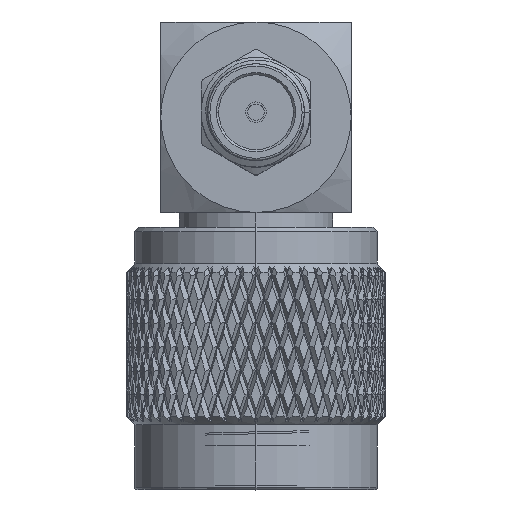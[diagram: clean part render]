
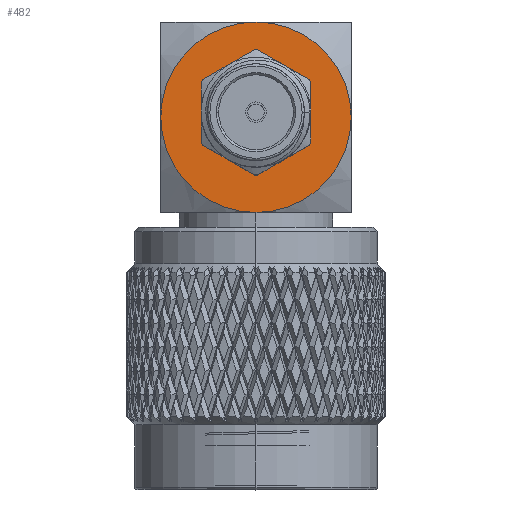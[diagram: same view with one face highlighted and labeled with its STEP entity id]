
A CAD part, top view. The second image highlights one B-rep face of the part: STEP entity #482.
In plain terms, the highlighted planar face has unit normal (0, 0, 1).
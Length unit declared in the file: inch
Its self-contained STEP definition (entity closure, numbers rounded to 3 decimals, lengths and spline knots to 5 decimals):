
#482 = ADVANCED_FACE ( 'NONE', ( #9084, #84749 ), #46682, .T. ) ;
#567 = CIRCLE ( 'NONE', #57875, 0.2165 ) ;
#2592 = CARTESIAN_POINT ( 'NONE',  ( 0.8465, 0., 0.2165 ) ) ;
#5026 = CIRCLE ( 'NONE', #27099, 0.2165 ) ;
#5645 = CARTESIAN_POINT ( 'NONE',  ( 1.063, 0., 0.2165 ) ) ;
#6033 = DIRECTION ( 'NONE',  ( 1., 0., 0. ) ) ;
#7892 = ORIENTED_EDGE ( 'NONE', *, *, #12290, .T. ) ;
#8557 = EDGE_CURVE ( 'NONE', #60806, #41378, #5026, .T. ) ;
#9084 = FACE_BOUND ( 'NONE', #26107, .T. ) ;
#9874 = AXIS2_PLACEMENT_3D ( 'NONE', #26070, #61034, #47196 ) ;
#10003 = ORIENTED_EDGE ( 'NONE', *, *, #83864, .F. ) ;
#11011 = EDGE_CURVE ( 'NONE', #11062, #40693, #63576, .T. ) ;
#11062 = VERTEX_POINT ( 'NONE', #46631 ) ;
#12290 = EDGE_CURVE ( 'NONE', #38097, #22477, #42573, .T. ) ;
#16778 = AXIS2_PLACEMENT_3D ( 'NONE', #52137, #59213, #17131 ) ;
#17131 = DIRECTION ( 'NONE',  ( 1., 0., 0. ) ) ;
#19227 = CARTESIAN_POINT ( 'NONE',  ( 0.8465, 0., 0.2165 ) ) ;
#19776 = CARTESIAN_POINT ( 'NONE',  ( 0.8465, -0.2165, 0.2165 ) ) ;
#20683 = CIRCLE ( 'NONE', #22000, 0.2165 ) ;
#22000 = AXIS2_PLACEMENT_3D ( 'NONE', #86413, #23605, #65327 ) ;
#22477 = VERTEX_POINT ( 'NONE', #19776 ) ;
#22588 = DIRECTION ( 'NONE',  ( 0., 0., 1. ) ) ;
#23605 = DIRECTION ( 'NONE',  ( 0., 0., 1. ) ) ;
#26070 = CARTESIAN_POINT ( 'NONE',  ( 0.8465, 0., 0.2165 ) ) ;
#26107 = EDGE_LOOP ( 'NONE', ( #75279, #10003 ) ) ;
#27099 = AXIS2_PLACEMENT_3D ( 'NONE', #82909, #41199, #61842 ) ;
#31496 = CARTESIAN_POINT ( 'NONE',  ( 0.8465, 0.2165, 0.2165 ) ) ;
#32677 = CIRCLE ( 'NONE', #46144, 0.07 ) ;
#38097 = VERTEX_POINT ( 'NONE', #66891 ) ;
#40693 = VERTEX_POINT ( 'NONE', #72538 ) ;
#41199 = DIRECTION ( 'NONE',  ( 0., 0., 1. ) ) ;
#41378 = VERTEX_POINT ( 'NONE', #31496 ) ;
#42573 = CIRCLE ( 'NONE', #9874, 0.2165 ) ;
#46144 = AXIS2_PLACEMENT_3D ( 'NONE', #2592, #22588, #64308 ) ;
#46631 = CARTESIAN_POINT ( 'NONE',  ( 0.7765, 0., 0.2165 ) ) ;
#46682 = PLANE ( 'NONE',  #16778 ) ;
#47190 = ORIENTED_EDGE ( 'NONE', *, *, #77282, .T. ) ;
#47196 = DIRECTION ( 'NONE',  ( 1., 0., 0. ) ) ;
#48047 = DIRECTION ( 'NONE',  ( 0., 0., 1. ) ) ;
#52137 = CARTESIAN_POINT ( 'NONE',  ( 0.63, -0.2165, 0.2165 ) ) ;
#53862 = ORIENTED_EDGE ( 'NONE', *, *, #8557, .T. ) ;
#56693 = ORIENTED_EDGE ( 'NONE', *, *, #83037, .T. ) ;
#57875 = AXIS2_PLACEMENT_3D ( 'NONE', #19227, #48047, #6033 ) ;
#59213 = DIRECTION ( 'NONE',  ( 0., 0., 1. ) ) ;
#60806 = VERTEX_POINT ( 'NONE', #5645 ) ;
#61034 = DIRECTION ( 'NONE',  ( 0., 0., 1. ) ) ;
#61842 = DIRECTION ( 'NONE',  ( 1., 0., 0. ) ) ;
#63576 = CIRCLE ( 'NONE', #66230, 0.07 ) ;
#64308 = DIRECTION ( 'NONE',  ( 1., 0., 0. ) ) ;
#65327 = DIRECTION ( 'NONE',  ( 1., 0., 0. ) ) ;
#65431 = DIRECTION ( 'NONE',  ( 0., 0., 1. ) ) ;
#66230 = AXIS2_PLACEMENT_3D ( 'NONE', #86806, #65431, #66618 ) ;
#66618 = DIRECTION ( 'NONE',  ( 1., 0., 0. ) ) ;
#66891 = CARTESIAN_POINT ( 'NONE',  ( 0.63, 0., 0.2165 ) ) ;
#72538 = CARTESIAN_POINT ( 'NONE',  ( 0.9165, 0., 0.2165 ) ) ;
#74609 = EDGE_LOOP ( 'NONE', ( #56693, #53862, #47190, #7892 ) ) ;
#75279 = ORIENTED_EDGE ( 'NONE', *, *, #11011, .F. ) ;
#77282 = EDGE_CURVE ( 'NONE', #41378, #38097, #20683, .T. ) ;
#82909 = CARTESIAN_POINT ( 'NONE',  ( 0.8465, 0., 0.2165 ) ) ;
#83037 = EDGE_CURVE ( 'NONE', #22477, #60806, #567, .T. ) ;
#83864 = EDGE_CURVE ( 'NONE', #40693, #11062, #32677, .T. ) ;
#84749 = FACE_OUTER_BOUND ( 'NONE', #74609, .T. ) ;
#86413 = CARTESIAN_POINT ( 'NONE',  ( 0.8465, 0., 0.2165 ) ) ;
#86806 = CARTESIAN_POINT ( 'NONE',  ( 0.8465, 0., 0.2165 ) ) ;
